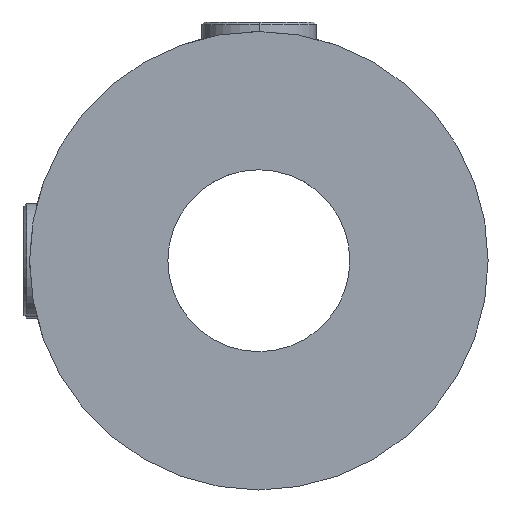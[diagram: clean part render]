
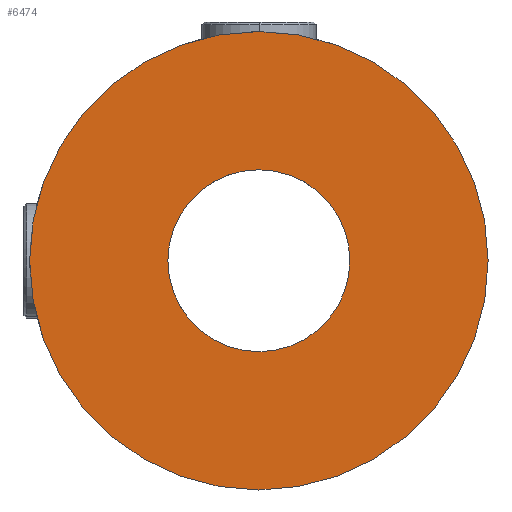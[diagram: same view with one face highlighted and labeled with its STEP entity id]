
A CAD part, left-side view. The second image highlights one B-rep face of the part: STEP entity #6474.
In plain terms, the highlighted planar face has unit normal (-1, 0, 0).
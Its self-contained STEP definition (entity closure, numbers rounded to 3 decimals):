
#457 = DIRECTION ( 'NONE',  ( -1., 0., 0. ) ) ;
#474 = VERTEX_POINT ( 'NONE', #3853 ) ;
#566 = EDGE_CURVE ( 'NONE', #1203, #474, #638, .T. ) ;
#638 = CIRCLE ( 'NONE', #4363, 8. ) ;
#952 = CARTESIAN_POINT ( 'NONE',  ( -12.25, 0., 0. ) ) ;
#1068 = EDGE_LOOP ( 'NONE', ( #4951, #6184 ) ) ;
#1203 = VERTEX_POINT ( 'NONE', #2436 ) ;
#1286 = EDGE_CURVE ( 'NONE', #5676, #4628, #6457, .T. ) ;
#1349 = CARTESIAN_POINT ( 'NONE',  ( -12.25, 0., 0. ) ) ;
#1523 = EDGE_CURVE ( 'NONE', #474, #1203, #3800, .T. ) ;
#1866 = DIRECTION ( 'NONE',  ( 1., 0., 0. ) ) ;
#1915 = DIRECTION ( 'NONE',  ( 0., 0., 1. ) ) ;
#2300 = AXIS2_PLACEMENT_3D ( 'NONE', #1349, #5361, #4297 ) ;
#2364 = CARTESIAN_POINT ( 'NONE',  ( -12.25, 0., 0. ) ) ;
#2400 = AXIS2_PLACEMENT_3D ( 'NONE', #2364, #1866, #5945 ) ;
#2436 = CARTESIAN_POINT ( 'NONE',  ( -12.25, 0., 8. ) ) ;
#2672 = EDGE_CURVE ( 'NONE', #4628, #5676, #5827, .T. ) ;
#2729 = ORIENTED_EDGE ( 'NONE', *, *, #1523, .T. ) ;
#2800 = CARTESIAN_POINT ( 'NONE',  ( -12.25, 0., -3.175 ) ) ;
#2873 = CARTESIAN_POINT ( 'NONE',  ( -12.25, 0., 3.175 ) ) ;
#2952 = DIRECTION ( 'NONE',  ( 0., 0., -1. ) ) ;
#3267 = EDGE_LOOP ( 'NONE', ( #2729, #6536 ) ) ;
#3459 = DIRECTION ( 'NONE',  ( 1., 0., 0. ) ) ;
#3490 = FACE_BOUND ( 'NONE', #1068, .T. ) ;
#3800 = CIRCLE ( 'NONE', #2300, 8. ) ;
#3853 = CARTESIAN_POINT ( 'NONE',  ( -12.25, 0., -8. ) ) ;
#3933 = PLANE ( 'NONE',  #5109 ) ;
#3935 = CARTESIAN_POINT ( 'NONE',  ( -12.25, 0., 0. ) ) ;
#4297 = DIRECTION ( 'NONE',  ( 0., 0., 1. ) ) ;
#4363 = AXIS2_PLACEMENT_3D ( 'NONE', #4479, #6479, #6011 ) ;
#4479 = CARTESIAN_POINT ( 'NONE',  ( -12.25, 0., 0. ) ) ;
#4628 = VERTEX_POINT ( 'NONE', #2800 ) ;
#4951 = ORIENTED_EDGE ( 'NONE', *, *, #2672, .T. ) ;
#5109 = AXIS2_PLACEMENT_3D ( 'NONE', #952, #457, #1915 ) ;
#5361 = DIRECTION ( 'NONE',  ( -1., 0., 0. ) ) ;
#5525 = FACE_OUTER_BOUND ( 'NONE', #3267, .T. ) ;
#5676 = VERTEX_POINT ( 'NONE', #2873 ) ;
#5827 = CIRCLE ( 'NONE', #6576, 3.175 ) ;
#5945 = DIRECTION ( 'NONE',  ( 0., 0., -1. ) ) ;
#6011 = DIRECTION ( 'NONE',  ( 0., 0., 1. ) ) ;
#6184 = ORIENTED_EDGE ( 'NONE', *, *, #1286, .T. ) ;
#6457 = CIRCLE ( 'NONE', #2400, 3.175 ) ;
#6474 = ADVANCED_FACE ( 'NONE', ( #3490, #5525 ), #3933, .T. ) ;
#6479 = DIRECTION ( 'NONE',  ( -1., 0., 0. ) ) ;
#6536 = ORIENTED_EDGE ( 'NONE', *, *, #566, .T. ) ;
#6576 = AXIS2_PLACEMENT_3D ( 'NONE', #3935, #3459, #2952 ) ;
